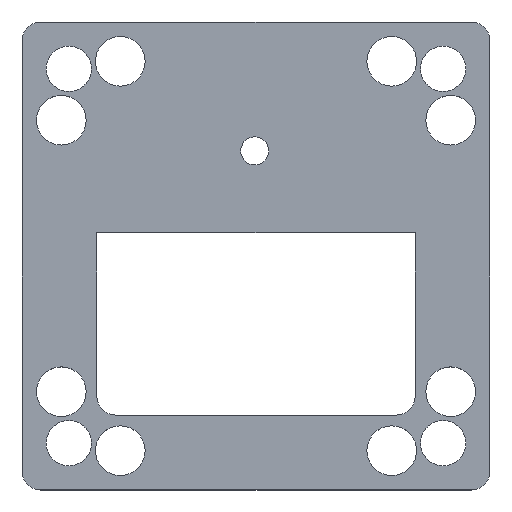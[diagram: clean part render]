
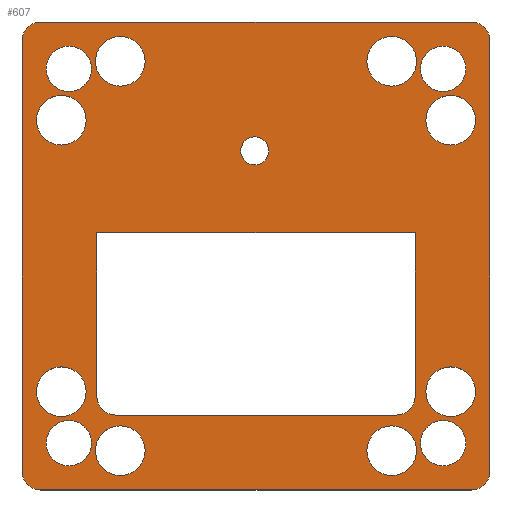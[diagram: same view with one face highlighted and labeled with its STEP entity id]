
A CAD part, top view. The second image highlights one B-rep face of the part: STEP entity #607.
In plain terms, the highlighted planar face has unit normal (0, 0, 1).
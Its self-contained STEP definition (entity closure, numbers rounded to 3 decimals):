
#29=FACE_BOUND('',#125,.T.);
#30=FACE_BOUND('',#126,.T.);
#31=FACE_BOUND('',#127,.T.);
#32=FACE_BOUND('',#128,.T.);
#33=FACE_BOUND('',#129,.T.);
#34=FACE_BOUND('',#130,.T.);
#35=FACE_BOUND('',#131,.T.);
#36=FACE_BOUND('',#132,.T.);
#37=FACE_BOUND('',#133,.T.);
#38=FACE_BOUND('',#134,.T.);
#39=FACE_BOUND('',#135,.T.);
#40=FACE_BOUND('',#136,.T.);
#41=FACE_BOUND('',#137,.T.);
#42=FACE_BOUND('',#138,.T.);
#52=PLANE('',#694);
#81=FACE_OUTER_BOUND('',#124,.T.);
#124=EDGE_LOOP('',(#533,#534,#535,#536,#537,#538,#539,#540));
#125=EDGE_LOOP('',(#541));
#126=EDGE_LOOP('',(#542));
#127=EDGE_LOOP('',(#543));
#128=EDGE_LOOP('',(#544));
#129=EDGE_LOOP('',(#545));
#130=EDGE_LOOP('',(#546));
#131=EDGE_LOOP('',(#547));
#132=EDGE_LOOP('',(#548));
#133=EDGE_LOOP('',(#549));
#134=EDGE_LOOP('',(#550));
#135=EDGE_LOOP('',(#551));
#136=EDGE_LOOP('',(#552));
#137=EDGE_LOOP('',(#553));
#138=EDGE_LOOP('',(#554,#555,#556,#557,#558,#559));
#140=LINE('',#884,#183);
#154=LINE('',#940,#197);
#159=LINE('',#958,#202);
#165=LINE('',#982,#208);
#170=LINE('',#1009,#213);
#175=LINE('',#1021,#218);
#177=LINE('',#1026,#220);
#181=LINE('',#1036,#224);
#183=VECTOR('',#706,10.);
#197=VECTOR('',#764,10.);
#202=VECTOR('',#783,10.);
#208=VECTOR('',#809,10.);
#213=VECTOR('',#840,10.);
#218=VECTOR('',#853,10.);
#220=VECTOR('',#857,10.);
#224=VECTOR('',#869,10.);
#226=CIRCLE('',#630,1.5);
#228=CIRCLE('',#634,2.65);
#230=CIRCLE('',#637,2.65);
#232=CIRCLE('',#640,2.425);
#234=CIRCLE('',#643,2.);
#236=CIRCLE('',#646,2.65);
#238=CIRCLE('',#649,2.65);
#240=CIRCLE('',#652,2.425);
#242=CIRCLE('',#656,2.);
#244=CIRCLE('',#659,2.);
#246=CIRCLE('',#663,2.65);
#248=CIRCLE('',#666,2.65);
#250=CIRCLE('',#669,2.425);
#252=CIRCLE('',#673,2.);
#254=CIRCLE('',#676,2.65);
#256=CIRCLE('',#679,2.65);
#258=CIRCLE('',#682,2.425);
#260=CIRCLE('',#686,2.);
#262=CIRCLE('',#691,2.);
#264=VERTEX_POINT('',#878);
#265=VERTEX_POINT('',#882);
#266=VERTEX_POINT('',#883);
#270=VERTEX_POINT('',#893);
#272=VERTEX_POINT('',#899);
#274=VERTEX_POINT('',#905);
#277=VERTEX_POINT('',#912);
#278=VERTEX_POINT('',#914);
#280=VERTEX_POINT('',#920);
#282=VERTEX_POINT('',#926);
#284=VERTEX_POINT('',#932);
#286=VERTEX_POINT('',#938);
#288=VERTEX_POINT('',#944);
#291=VERTEX_POINT('',#951);
#292=VERTEX_POINT('',#953);
#294=VERTEX_POINT('',#962);
#296=VERTEX_POINT('',#968);
#298=VERTEX_POINT('',#974);
#300=VERTEX_POINT('',#980);
#302=VERTEX_POINT('',#986);
#304=VERTEX_POINT('',#992);
#306=VERTEX_POINT('',#998);
#308=VERTEX_POINT('',#1004);
#309=VERTEX_POINT('',#1008);
#312=VERTEX_POINT('',#1016);
#314=VERTEX_POINT('',#1025);
#316=VERTEX_POINT('',#1031);
#319=EDGE_CURVE('',#264,#264,#226,.T.);
#320=EDGE_CURVE('',#265,#266,#140,.T.);
#326=EDGE_CURVE('',#270,#270,#228,.T.);
#329=EDGE_CURVE('',#272,#272,#230,.T.);
#332=EDGE_CURVE('',#274,#274,#232,.T.);
#335=EDGE_CURVE('',#278,#277,#234,.T.);
#339=EDGE_CURVE('',#280,#280,#236,.T.);
#342=EDGE_CURVE('',#282,#282,#238,.T.);
#345=EDGE_CURVE('',#284,#284,#240,.T.);
#348=EDGE_CURVE('',#266,#286,#154,.T.);
#351=EDGE_CURVE('',#288,#286,#242,.T.);
#354=EDGE_CURVE('',#291,#292,#244,.T.);
#357=EDGE_CURVE('',#278,#291,#159,.T.);
#360=EDGE_CURVE('',#294,#294,#246,.T.);
#363=EDGE_CURVE('',#296,#296,#248,.T.);
#366=EDGE_CURVE('',#298,#298,#250,.T.);
#369=EDGE_CURVE('',#277,#300,#165,.T.);
#372=EDGE_CURVE('',#302,#300,#252,.T.);
#375=EDGE_CURVE('',#304,#304,#254,.T.);
#378=EDGE_CURVE('',#306,#306,#256,.T.);
#381=EDGE_CURVE('',#308,#308,#258,.T.);
#382=EDGE_CURVE('',#309,#265,#170,.T.);
#386=EDGE_CURVE('',#312,#309,#260,.T.);
#389=EDGE_CURVE('',#312,#288,#175,.T.);
#391=EDGE_CURVE('',#314,#292,#177,.T.);
#394=EDGE_CURVE('',#316,#314,#262,.T.);
#397=EDGE_CURVE('',#316,#302,#181,.T.);
#533=ORIENTED_EDGE('',*,*,#369,.T.);
#534=ORIENTED_EDGE('',*,*,#372,.F.);
#535=ORIENTED_EDGE('',*,*,#397,.F.);
#536=ORIENTED_EDGE('',*,*,#394,.T.);
#537=ORIENTED_EDGE('',*,*,#391,.T.);
#538=ORIENTED_EDGE('',*,*,#354,.F.);
#539=ORIENTED_EDGE('',*,*,#357,.F.);
#540=ORIENTED_EDGE('',*,*,#335,.T.);
#541=ORIENTED_EDGE('',*,*,#319,.T.);
#542=ORIENTED_EDGE('',*,*,#332,.T.);
#543=ORIENTED_EDGE('',*,*,#329,.T.);
#544=ORIENTED_EDGE('',*,*,#326,.T.);
#545=ORIENTED_EDGE('',*,*,#345,.F.);
#546=ORIENTED_EDGE('',*,*,#342,.F.);
#547=ORIENTED_EDGE('',*,*,#339,.F.);
#548=ORIENTED_EDGE('',*,*,#366,.F.);
#549=ORIENTED_EDGE('',*,*,#363,.F.);
#550=ORIENTED_EDGE('',*,*,#360,.F.);
#551=ORIENTED_EDGE('',*,*,#375,.T.);
#552=ORIENTED_EDGE('',*,*,#378,.T.);
#553=ORIENTED_EDGE('',*,*,#381,.T.);
#554=ORIENTED_EDGE('',*,*,#348,.T.);
#555=ORIENTED_EDGE('',*,*,#351,.F.);
#556=ORIENTED_EDGE('',*,*,#389,.F.);
#557=ORIENTED_EDGE('',*,*,#386,.T.);
#558=ORIENTED_EDGE('',*,*,#382,.T.);
#559=ORIENTED_EDGE('',*,*,#320,.T.);
#607=ADVANCED_FACE('',(#81,#29,#30,#31,#32,#33,#34,#35,#36,#37,#38,#39,
#40,#41,#42),#52,.T.);
#630=AXIS2_PLACEMENT_3D('',#880,#702,#703);
#634=AXIS2_PLACEMENT_3D('',#895,#715,#716);
#637=AXIS2_PLACEMENT_3D('',#901,#722,#723);
#640=AXIS2_PLACEMENT_3D('',#907,#729,#730);
#643=AXIS2_PLACEMENT_3D('',#915,#736,#737);
#646=AXIS2_PLACEMENT_3D('',#922,#744,#745);
#649=AXIS2_PLACEMENT_3D('',#928,#751,#752);
#652=AXIS2_PLACEMENT_3D('',#934,#758,#759);
#656=AXIS2_PLACEMENT_3D('',#946,#770,#771);
#659=AXIS2_PLACEMENT_3D('',#954,#777,#778);
#663=AXIS2_PLACEMENT_3D('',#964,#789,#790);
#666=AXIS2_PLACEMENT_3D('',#970,#796,#797);
#669=AXIS2_PLACEMENT_3D('',#976,#803,#804);
#673=AXIS2_PLACEMENT_3D('',#988,#815,#816);
#676=AXIS2_PLACEMENT_3D('',#994,#822,#823);
#679=AXIS2_PLACEMENT_3D('',#1000,#829,#830);
#682=AXIS2_PLACEMENT_3D('',#1006,#836,#837);
#686=AXIS2_PLACEMENT_3D('',#1017,#847,#848);
#691=AXIS2_PLACEMENT_3D('',#1032,#863,#864);
#694=AXIS2_PLACEMENT_3D('',#1038,#872,#873);
#702=DIRECTION('center_axis',(0.,0.,-1.));
#703=DIRECTION('ref_axis',(-1.,0.,0.));
#706=DIRECTION('',(1.,0.,0.));
#715=DIRECTION('center_axis',(0.,0.,-1.));
#716=DIRECTION('ref_axis',(1.,0.,0.));
#722=DIRECTION('center_axis',(0.,0.,-1.));
#723=DIRECTION('ref_axis',(1.,0.,0.));
#729=DIRECTION('center_axis',(0.,0.,-1.));
#730=DIRECTION('ref_axis',(1.,0.,0.));
#736=DIRECTION('center_axis',(0.,0.,1.));
#737=DIRECTION('ref_axis',(-1.,0.,0.));
#744=DIRECTION('center_axis',(0.,0.,1.));
#745=DIRECTION('ref_axis',(1.,0.,0.));
#751=DIRECTION('center_axis',(0.,0.,1.));
#752=DIRECTION('ref_axis',(1.,0.,0.));
#758=DIRECTION('center_axis',(0.,0.,1.));
#759=DIRECTION('ref_axis',(1.,0.,0.));
#764=DIRECTION('',(0.,-1.,0.));
#770=DIRECTION('center_axis',(0.,0.,1.));
#771=DIRECTION('ref_axis',(1.,0.,0.));
#777=DIRECTION('center_axis',(0.,0.,-1.));
#778=DIRECTION('ref_axis',(-1.,0.,0.));
#783=DIRECTION('',(0.,-1.,0.));
#789=DIRECTION('center_axis',(0.,0.,1.));
#790=DIRECTION('ref_axis',(-1.,0.,0.));
#796=DIRECTION('center_axis',(0.,0.,1.));
#797=DIRECTION('ref_axis',(-1.,0.,0.));
#803=DIRECTION('center_axis',(0.,0.,1.));
#804=DIRECTION('ref_axis',(-1.,0.,0.));
#809=DIRECTION('',(-1.,0.,0.));
#815=DIRECTION('center_axis',(0.,0.,-1.));
#816=DIRECTION('ref_axis',(1.,0.,0.));
#822=DIRECTION('center_axis',(0.,0.,-1.));
#823=DIRECTION('ref_axis',(-1.,0.,0.));
#829=DIRECTION('center_axis',(0.,0.,-1.));
#830=DIRECTION('ref_axis',(-1.,0.,0.));
#836=DIRECTION('center_axis',(0.,0.,-1.));
#837=DIRECTION('ref_axis',(-1.,0.,0.));
#840=DIRECTION('',(0.,1.,0.));
#847=DIRECTION('center_axis',(0.,0.,-1.));
#848=DIRECTION('ref_axis',(-1.,0.,0.));
#853=DIRECTION('',(1.,0.,0.));
#857=DIRECTION('',(1.,0.,0.));
#863=DIRECTION('center_axis',(0.,0.,1.));
#864=DIRECTION('ref_axis',(1.,0.,0.));
#869=DIRECTION('',(0.,1.,0.));
#872=DIRECTION('center_axis',(0.,0.,1.));
#873=DIRECTION('ref_axis',(1.,0.,0.));
#878=CARTESIAN_POINT('',(0.96,11.03,3.));
#880=CARTESIAN_POINT('Origin',(-0.54,11.03,3.));
#882=CARTESIAN_POINT('',(-17.4,2.267,3.));
#883=CARTESIAN_POINT('',(16.6,2.267,3.));
#884=CARTESIAN_POINT('',(-17.4,2.267,3.));
#893=CARTESIAN_POINT('',(17.75,14.3,3.));
#895=CARTESIAN_POINT('Origin',(20.4,14.3,3.));
#899=CARTESIAN_POINT('',(11.45,20.6,3.));
#901=CARTESIAN_POINT('Origin',(14.1,20.6,3.));
#905=CARTESIAN_POINT('',(17.175,19.8,3.));
#907=CARTESIAN_POINT('Origin',(19.6,19.8,3.));
#912=CARTESIAN_POINT('',(22.6,24.8,3.));
#914=CARTESIAN_POINT('',(24.6,22.8,3.));
#915=CARTESIAN_POINT('Origin',(22.6,22.8,3.));
#920=CARTESIAN_POINT('',(17.75,-14.7,3.));
#922=CARTESIAN_POINT('Origin',(20.4,-14.7,3.));
#926=CARTESIAN_POINT('',(11.45,-21.,3.));
#928=CARTESIAN_POINT('Origin',(14.1,-21.,3.));
#932=CARTESIAN_POINT('',(17.175,-20.2,3.));
#934=CARTESIAN_POINT('Origin',(19.6,-20.2,3.));
#938=CARTESIAN_POINT('',(16.6,-15.2,3.));
#940=CARTESIAN_POINT('',(16.6,-0.2,3.));
#944=CARTESIAN_POINT('',(14.6,-17.2,3.));
#946=CARTESIAN_POINT('Origin',(14.6,-15.2,3.));
#951=CARTESIAN_POINT('',(24.6,-23.2,3.));
#953=CARTESIAN_POINT('',(22.6,-25.2,3.));
#954=CARTESIAN_POINT('Origin',(22.6,-23.2,3.));
#958=CARTESIAN_POINT('',(24.6,-23.2,3.));
#962=CARTESIAN_POINT('',(-18.55,14.3,3.));
#964=CARTESIAN_POINT('Origin',(-21.2,14.3,3.));
#968=CARTESIAN_POINT('',(-12.25,20.6,3.));
#970=CARTESIAN_POINT('Origin',(-14.9,20.6,3.));
#974=CARTESIAN_POINT('',(-17.975,19.8,3.));
#976=CARTESIAN_POINT('Origin',(-20.4,19.8,3.));
#980=CARTESIAN_POINT('',(-23.4,24.8,3.));
#982=CARTESIAN_POINT('',(-0.4,24.8,3.));
#986=CARTESIAN_POINT('',(-25.4,22.8,3.));
#988=CARTESIAN_POINT('Origin',(-23.4,22.8,3.));
#992=CARTESIAN_POINT('',(-18.55,-14.7,3.));
#994=CARTESIAN_POINT('Origin',(-21.2,-14.7,3.));
#998=CARTESIAN_POINT('',(-12.25,-21.,3.));
#1000=CARTESIAN_POINT('Origin',(-14.9,-21.,3.));
#1004=CARTESIAN_POINT('',(-17.975,-20.2,3.));
#1006=CARTESIAN_POINT('Origin',(-20.4,-20.2,3.));
#1008=CARTESIAN_POINT('',(-17.4,-15.2,3.));
#1009=CARTESIAN_POINT('',(-17.4,-0.2,3.));
#1016=CARTESIAN_POINT('',(-15.4,-17.2,3.));
#1017=CARTESIAN_POINT('Origin',(-15.4,-15.2,3.));
#1021=CARTESIAN_POINT('',(14.6,-17.2,3.));
#1025=CARTESIAN_POINT('',(-23.4,-25.2,3.));
#1026=CARTESIAN_POINT('',(-0.4,-25.2,3.));
#1031=CARTESIAN_POINT('',(-25.4,-23.2,3.));
#1032=CARTESIAN_POINT('Origin',(-23.4,-23.2,3.));
#1036=CARTESIAN_POINT('',(-25.4,22.8,3.));
#1038=CARTESIAN_POINT('Origin',(-15.605,-15.405,3.));
